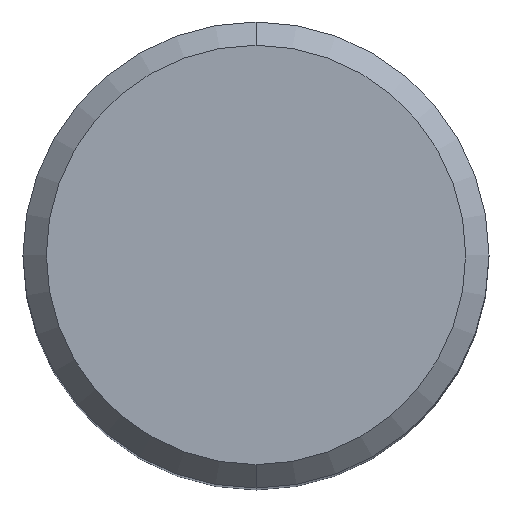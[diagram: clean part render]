
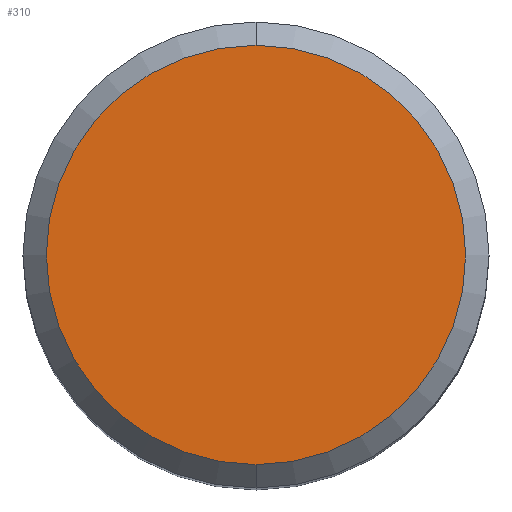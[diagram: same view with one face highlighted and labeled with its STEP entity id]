
A CAD part, top view. The second image highlights one B-rep face of the part: STEP entity #310.
In plain terms, the highlighted planar face has unit normal (0, 0, 1).
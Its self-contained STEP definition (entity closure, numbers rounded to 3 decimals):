
#238=EDGE_CURVE('',#366,#256,#547,.T.);
#256=VERTEX_POINT('',#566);
#310=ADVANCED_FACE('',(#628),#629,.T.);
#366=VERTEX_POINT('',#686);
#414=EDGE_CURVE('',#256,#366,#740,.T.);
#547=CIRCLE('',#910,9.0);
#566=CARTESIAN_POINT('',(0.0,9.0,0.0));
#628=FACE_OUTER_BOUND('',#1117,.T.);
#629=PLANE('',#1118);
#686=CARTESIAN_POINT('',(0.,-9.0,0.0));
#740=CIRCLE('',#1374,9.0);
#910=AXIS2_PLACEMENT_3D('',#1673,#1674,#1675);
#1117=EDGE_LOOP('',(#1766,#1767));
#1118=AXIS2_PLACEMENT_3D('',#1768,#1769,#1770);
#1374=AXIS2_PLACEMENT_3D('',#1878,#1879,#1880);
#1673=CARTESIAN_POINT('',(0.0,0.0,0.0));
#1674=DIRECTION('',(0.0,0.0,-1.0));
#1675=DIRECTION('',(0.0,1.0,0.0));
#1766=ORIENTED_EDGE('',*,*,#414,.F.);
#1767=ORIENTED_EDGE('',*,*,#238,.F.);
#1768=CARTESIAN_POINT('',(0.0,4.5,0.0));
#1769=DIRECTION('',(-0.0,0.0,1.0));
#1770=DIRECTION('',(0.0,-1.0,0.0));
#1878=CARTESIAN_POINT('',(0.0,0.0,0.0));
#1879=DIRECTION('',(0.0,0.0,-1.0));
#1880=DIRECTION('',(0.0,1.0,0.0));
